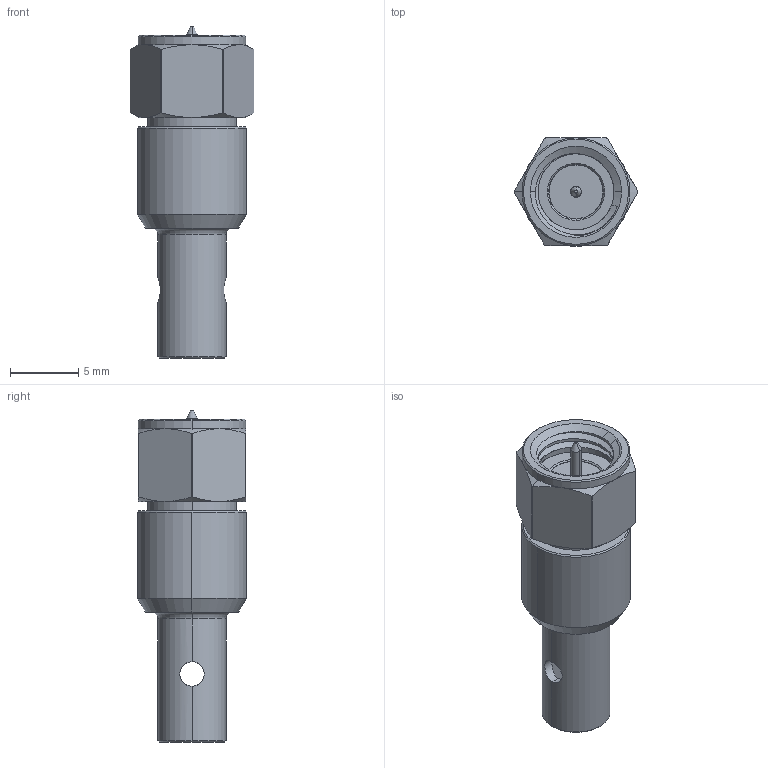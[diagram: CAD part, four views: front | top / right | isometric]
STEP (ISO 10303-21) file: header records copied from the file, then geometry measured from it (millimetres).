
FILE_DESCRIPTION (( 'STEP AP214' ), '1' );
FILE_NAME ('54-93-014-D3-HB.STEP', '2025-11-06T20:00:11', ( '' ), ( '' ), 'SwSTEP 2.0', 'SolidWorks 2025', '' );
FILE_SCHEMA (( 'AUTOMOTIVE_DESIGN' ));
Length unit declared in the file: millimetre
Products named in the file (1): 54-93-014-D3-HB
Bounding box: 9.1 x 8 x 24.4 mm (x, y, z)
Surface area: 916.8 mm2 (no closed solid volume)
Topology: 0 solids, 7 shells, 85 faces, 212 edges, 131 vertices
Faces by surface type: cone 34, cylinder 32, plane 14, bspline 3, torus 2
Entity records: 3329 total; most frequent: CARTESIAN_POINT 1360, DIRECTION 423, ORIENTED_EDGE 388, EDGE_CURVE 212, AXIS2_PLACEMENT_3D 180, VERTEX_POINT 131, CIRCLE 97, EDGE_LOOP 92
